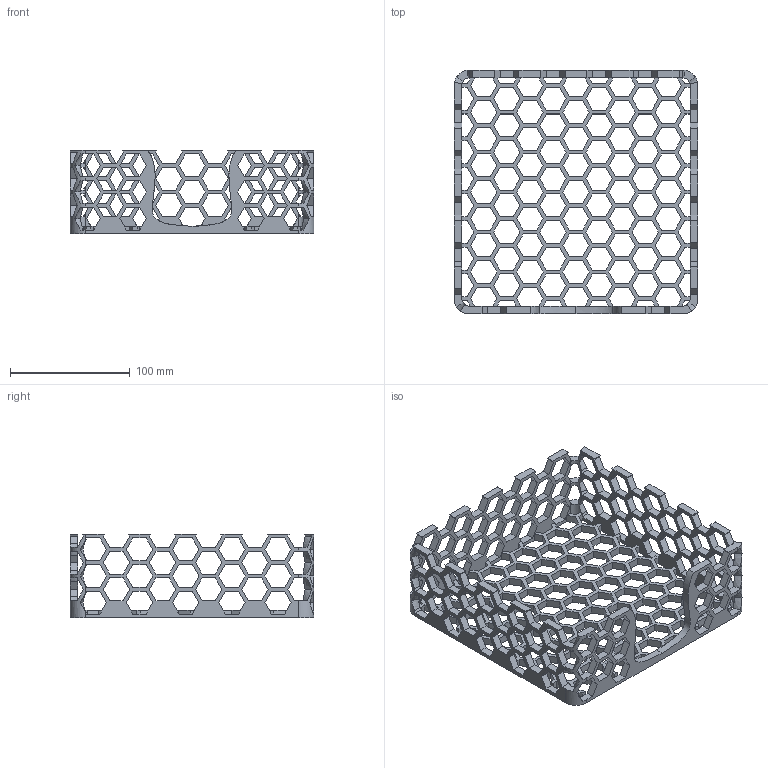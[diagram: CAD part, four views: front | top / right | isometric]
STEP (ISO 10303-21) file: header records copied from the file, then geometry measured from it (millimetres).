
FILE_DESCRIPTION(/* description */ (''),/* implementation_level */ '2;1');
FILE_NAME(/* name */ 'hex napkin holder v3.step',/* time_stamp */ '2024-07-07T18:05:52-04:00',/* author */ (''),/* organization */ (''),/* preprocessor_version */ 'ST-DEVELOPER v20',/* originating_system */ 'Autodesk Translation Framework v13.14.0.145',/* authorisation */ '');
FILE_SCHEMA (('AUTOMOTIVE_DESIGN { 1 0 10303 214 3 1 1 }'));
Length unit declared in the file: inch
Products named in the file (1): hex napkin holder
Bounding box: 203.2 x 203.2 x 69.85 mm (x, y, z)
Volume: 176230.4 mm3; surface area: 141408 mm2
Topology: 1 solids, 1 shells, 1278 faces, 4013 edges, 2646 vertices
Faces by surface type: plane 1208, bspline 60, cylinder 10
Entity records: 45364 total; most frequent: CARTESIAN_POINT 9380, ORIENTED_EDGE 8026, DIRECTION 6415, EDGE_CURVE 4013, LINE 3805, VECTOR 3805, VERTEX_POINT 2646, EDGE_LOOP 1583
